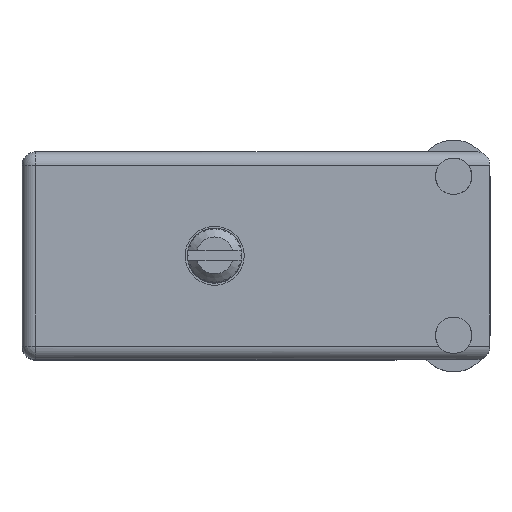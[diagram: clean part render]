
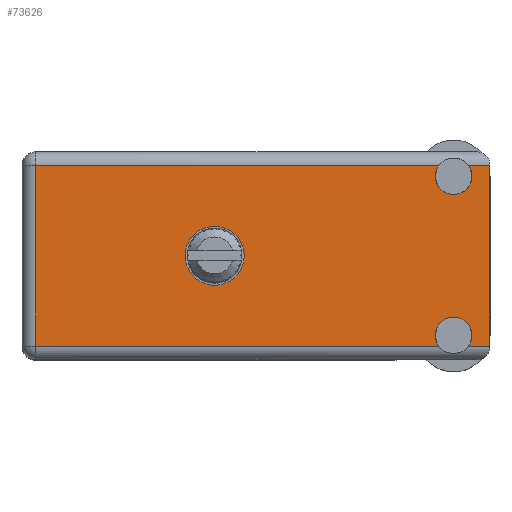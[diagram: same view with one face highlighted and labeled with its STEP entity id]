
A CAD part, top view. The second image highlights one B-rep face of the part: STEP entity #73626.
In plain terms, the highlighted face is planar.
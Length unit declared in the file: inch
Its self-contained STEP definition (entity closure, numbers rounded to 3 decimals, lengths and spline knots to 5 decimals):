
#1112 = DIRECTION ( 'NONE',  ( 0., 1., 0. ) ) ;
#2384 = LINE ( 'NONE', #76104, #188606 ) ;
#6909 = CARTESIAN_POINT ( 'NONE',  ( 0.047, 0.906, -0.668 ) ) ;
#9098 = VERTEX_POINT ( 'NONE', #136911 ) ;
#9147 = LINE ( 'NONE', #177053, #189829 ) ;
#10820 = CIRCLE ( 'NONE', #120689, 0.1015 ) ;
#12360 = DIRECTION ( 'NONE',  ( 0., 0., 1. ) ) ;
#13391 = CIRCLE ( 'NONE', #113659, 0.1015 ) ;
#14804 = VERTEX_POINT ( 'NONE', #163723 ) ;
#15086 = FACE_OUTER_BOUND ( 'NONE', #148007, .T. ) ;
#15785 = CARTESIAN_POINT ( 'NONE',  ( 1.43363, 0.906, -0.047 ) ) ;
#16177 = EDGE_LOOP ( 'NONE', ( #130391, #127508 ) ) ;
#18258 = ORIENTED_EDGE ( 'NONE', *, *, #174897, .F. ) ;
#19212 = CARTESIAN_POINT ( 'NONE',  ( 0.047, 0.906, -0.715 ) ) ;
#21538 = VECTOR ( 'NONE', #99755, 39.37008 ) ;
#22329 = ORIENTED_EDGE ( 'NONE', *, *, #91506, .T. ) ;
#22680 = VECTOR ( 'NONE', #85917, 39.37008 ) ;
#22944 = ORIENTED_EDGE ( 'NONE', *, *, #37228, .T. ) ;
#27147 = CARTESIAN_POINT ( 'NONE',  ( 1.609, 0.906, 0. ) ) ;
#27490 = DIRECTION ( 'NONE',  ( 0., 0., 1. ) ) ;
#30697 = VERTEX_POINT ( 'NONE', #147828 ) ;
#33716 = DIRECTION ( 'NONE',  ( 0., 1., 0. ) ) ;
#34149 = EDGE_CURVE ( 'NONE', #104518, #117850, #116514, .T. ) ;
#35535 = CIRCLE ( 'NONE', #79818, 0.0625 ) ;
#37228 = EDGE_CURVE ( 'NONE', #186592, #98369, #100682, .T. ) ;
#38528 = CIRCLE ( 'NONE', #142345, 0.0625 ) ;
#41338 = AXIS2_PLACEMENT_3D ( 'NONE', #69235, #56431, #116299 ) ;
#44056 = VERTEX_POINT ( 'NONE', #134450 ) ;
#45586 = DIRECTION ( 'NONE',  ( 0., 0., 1. ) ) ;
#46593 = ORIENTED_EDGE ( 'NONE', *, *, #34149, .F. ) ;
#47039 = EDGE_CURVE ( 'NONE', #104518, #126308, #71259, .T. ) ;
#48466 = PLANE ( 'NONE',  #51285 ) ;
#49186 = ORIENTED_EDGE ( 'NONE', *, *, #121441, .F. ) ;
#51285 = AXIS2_PLACEMENT_3D ( 'NONE', #134897, #33716, #45586 ) ;
#54087 = ORIENTED_EDGE ( 'NONE', *, *, #131628, .F. ) ;
#56431 = DIRECTION ( 'NONE',  ( 0., 1., 0. ) ) ;
#57561 = VERTEX_POINT ( 'NONE', #6909 ) ;
#58071 = CARTESIAN_POINT ( 'NONE',  ( 1.53437, 0.906, -0.047 ) ) ;
#58559 = CARTESIAN_POINT ( 'NONE',  ( 1.484, 0.906, -0.5685 ) ) ;
#60334 = EDGE_CURVE ( 'NONE', #153597, #117850, #2384, .T. ) ;
#61685 = ORIENTED_EDGE ( 'NONE', *, *, #47039, .T. ) ;
#63976 = CARTESIAN_POINT ( 'NONE',  ( 0.6625, 0.906, -0.3575 ) ) ;
#66423 = CIRCLE ( 'NONE', #176093, 0.0625 ) ;
#69235 = CARTESIAN_POINT ( 'NONE',  ( 1.484, 0.906, -0.631 ) ) ;
#71259 = LINE ( 'NONE', #174310, #21538 ) ;
#73381 = DIRECTION ( 'NONE',  ( 0., 1., 0. ) ) ;
#73626 = ADVANCED_FACE ( 'NONE', ( #122121, #15086 ), #48466, .T. ) ;
#76104 = CARTESIAN_POINT ( 'NONE',  ( 1.609, 0.906, -0.047 ) ) ;
#76889 = EDGE_CURVE ( 'NONE', #30697, #98369, #38528, .T. ) ;
#79818 = AXIS2_PLACEMENT_3D ( 'NONE', #173802, #114920, #27490 ) ;
#85877 = VECTOR ( 'NONE', #109570, 39.37008 ) ;
#85917 = DIRECTION ( 'NONE',  ( 1., 0., 0. ) ) ;
#91083 = ORIENTED_EDGE ( 'NONE', *, *, #127143, .T. ) ;
#91506 = EDGE_CURVE ( 'NONE', #9098, #57561, #9147, .T. ) ;
#98369 = VERTEX_POINT ( 'NONE', #15785 ) ;
#99755 = DIRECTION ( 'NONE',  ( -1., 0., 0. ) ) ;
#100682 = LINE ( 'NONE', #115382, #22680 ) ;
#101876 = CARTESIAN_POINT ( 'NONE',  ( 1.484, 0.906, -0.084 ) ) ;
#104518 = VERTEX_POINT ( 'NONE', #140295 ) ;
#107457 = ORIENTED_EDGE ( 'NONE', *, *, #76889, .F. ) ;
#109570 = DIRECTION ( 'NONE',  ( 0., 0., 1. ) ) ;
#113659 = AXIS2_PLACEMENT_3D ( 'NONE', #135634, #1112, #120959 ) ;
#114920 = DIRECTION ( 'NONE',  ( 0., 1., 0. ) ) ;
#115382 = CARTESIAN_POINT ( 'NONE',  ( 1.609, 0.906, -0.047 ) ) ;
#115908 = ORIENTED_EDGE ( 'NONE', *, *, #60334, .T. ) ;
#116299 = DIRECTION ( 'NONE',  ( 0., 0., 1. ) ) ;
#116514 = LINE ( 'NONE', #27147, #147015 ) ;
#117850 = VERTEX_POINT ( 'NONE', #142713 ) ;
#118315 = CARTESIAN_POINT ( 'NONE',  ( 0.047, 0.906, -0.047 ) ) ;
#120496 = LINE ( 'NONE', #19212, #85877 ) ;
#120689 = AXIS2_PLACEMENT_3D ( 'NONE', #63976, #183710, #168986 ) ;
#120959 = DIRECTION ( 'NONE',  ( 0., 0., 1. ) ) ;
#121441 = EDGE_CURVE ( 'NONE', #9098, #134447, #66423, .T. ) ;
#122121 = FACE_BOUND ( 'NONE', #16177, .T. ) ;
#126308 = VERTEX_POINT ( 'NONE', #175931 ) ;
#127143 = EDGE_CURVE ( 'NONE', #57561, #186592, #120496, .T. ) ;
#127508 = ORIENTED_EDGE ( 'NONE', *, *, #178652, .F. ) ;
#130391 = ORIENTED_EDGE ( 'NONE', *, *, #192769, .F. ) ;
#131273 = DIRECTION ( 'NONE',  ( 0., 0., 1. ) ) ;
#131628 = EDGE_CURVE ( 'NONE', #153597, #30697, #35535, .T. ) ;
#133212 = CARTESIAN_POINT ( 'NONE',  ( 1.484, 0.906, -0.631 ) ) ;
#133238 = DIRECTION ( 'NONE',  ( 0., 0., 1. ) ) ;
#134179 = DIRECTION ( 'NONE',  ( 0., 1., 0. ) ) ;
#134447 = VERTEX_POINT ( 'NONE', #58559 ) ;
#134450 = CARTESIAN_POINT ( 'NONE',  ( 0.6625, 0.906, -0.256 ) ) ;
#134897 = CARTESIAN_POINT ( 'NONE',  ( 0., 0.906, -0.715 ) ) ;
#135634 = CARTESIAN_POINT ( 'NONE',  ( 0.6625, 0.906, -0.3575 ) ) ;
#136911 = CARTESIAN_POINT ( 'NONE',  ( 1.43363, 0.906, -0.668 ) ) ;
#140295 = CARTESIAN_POINT ( 'NONE',  ( 1.609, 0.906, -0.668 ) ) ;
#142345 = AXIS2_PLACEMENT_3D ( 'NONE', #101876, #73381, #133238 ) ;
#142713 = CARTESIAN_POINT ( 'NONE',  ( 1.609, 0.906, -0.047 ) ) ;
#147015 = VECTOR ( 'NONE', #12360, 39.37008 ) ;
#147828 = CARTESIAN_POINT ( 'NONE',  ( 1.484, 0.906, -0.1465 ) ) ;
#148007 = EDGE_LOOP ( 'NONE', ( #22944, #107457, #54087, #115908, #46593, #61685, #18258, #49186, #22329, #91083 ) ) ;
#153597 = VERTEX_POINT ( 'NONE', #58071 ) ;
#163529 = DIRECTION ( 'NONE',  ( 1., 0., 0. ) ) ;
#163723 = CARTESIAN_POINT ( 'NONE',  ( 0.6625, 0.906, -0.459 ) ) ;
#168986 = DIRECTION ( 'NONE',  ( 0., 0., 1. ) ) ;
#173802 = CARTESIAN_POINT ( 'NONE',  ( 1.484, 0.906, -0.084 ) ) ;
#174151 = DIRECTION ( 'NONE',  ( -1., 0., 0. ) ) ;
#174310 = CARTESIAN_POINT ( 'NONE',  ( 0., 0.906, -0.668 ) ) ;
#174897 = EDGE_CURVE ( 'NONE', #134447, #126308, #176123, .T. ) ;
#175931 = CARTESIAN_POINT ( 'NONE',  ( 1.53437, 0.906, -0.668 ) ) ;
#176093 = AXIS2_PLACEMENT_3D ( 'NONE', #133212, #134179, #131273 ) ;
#176123 = CIRCLE ( 'NONE', #41338, 0.0625 ) ;
#177053 = CARTESIAN_POINT ( 'NONE',  ( 0., 0.906, -0.668 ) ) ;
#178652 = EDGE_CURVE ( 'NONE', #14804, #44056, #13391, .T. ) ;
#183710 = DIRECTION ( 'NONE',  ( 0., 1., 0. ) ) ;
#186592 = VERTEX_POINT ( 'NONE', #118315 ) ;
#188606 = VECTOR ( 'NONE', #163529, 39.37008 ) ;
#189829 = VECTOR ( 'NONE', #174151, 39.37008 ) ;
#192769 = EDGE_CURVE ( 'NONE', #44056, #14804, #10820, .T. ) ;
